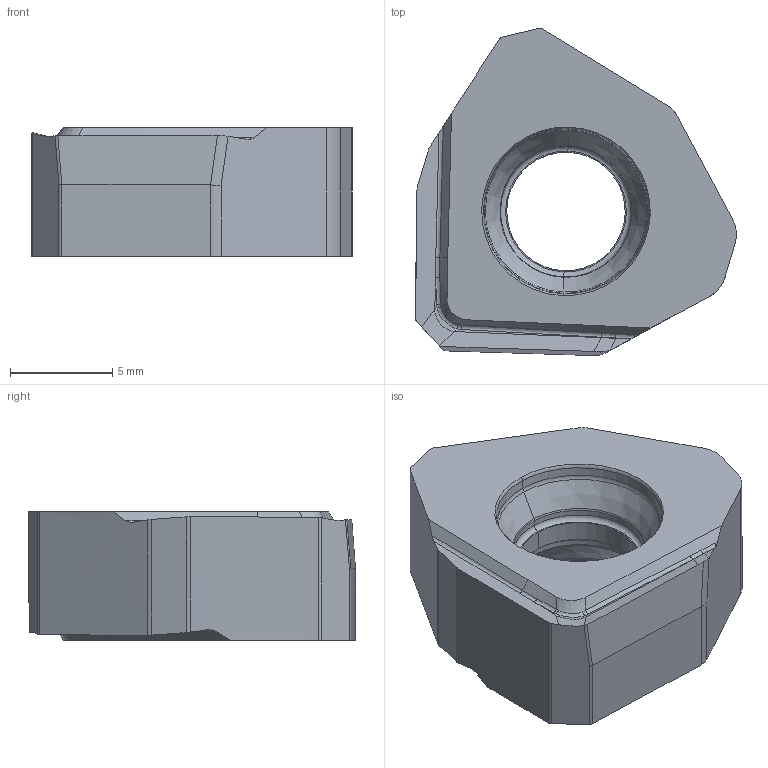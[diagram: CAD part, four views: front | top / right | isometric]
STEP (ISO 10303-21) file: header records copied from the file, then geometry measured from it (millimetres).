
FILE_DESCRIPTION(/* description */ (''),/* implementation_level */ '2;1');
FILE_NAME(/* name */ '2NGU1406ZNER6C-M.stp',/* time_stamp */ '2022-03-28T17:04:46+09:00',/* author */ (''),/* organization */ (''),/* preprocessor_version */ 'ST-DEVELOPER v16',/* originating_system */ 'SIEMENS PLM Software NX 10.0',/* authorisation */ '');
FILE_SCHEMA (('AUTOMOTIVE_DESIGN { 1 0 10303 214 3 1 1 1 }'));
Length unit declared in the file: millimetre
Products named in the file (1): 2NGU1406ZNER6C-M
Bounding box: 15.7 x 16 x 6.3 mm (x, y, z)
Volume: 898.2 mm3; surface area: 733.5 mm2
Topology: 1 solids, 1 shells, 110 faces, 300 edges, 227 vertices
Faces by surface type: plane 32, bspline 30, cylinder 18, torus 16, cone 12, sphere 2
Entity records: 5394 total; most frequent: CARTESIAN_POINT 2763, ORIENTED_EDGE 532, DIRECTION 463, EDGE_CURVE 266, AXIS2_PLACEMENT_3D 178, VERTEX_POINT 161, EDGE_LOOP 115, ADVANCED_FACE 110
